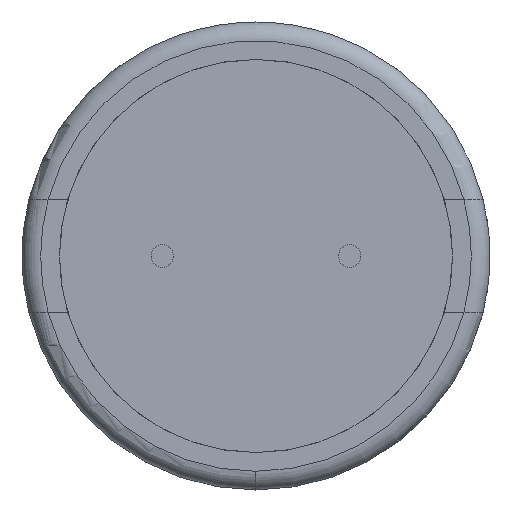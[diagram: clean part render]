
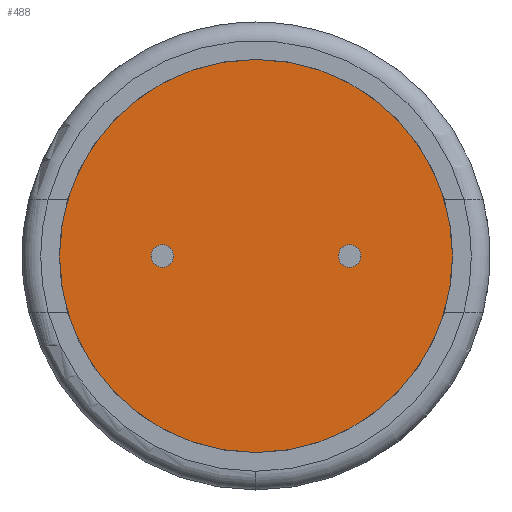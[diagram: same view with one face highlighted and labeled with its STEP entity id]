
A CAD part, front view. The second image highlights one B-rep face of the part: STEP entity #488.
In plain terms, the highlighted planar face has unit normal (0, -1, 0).
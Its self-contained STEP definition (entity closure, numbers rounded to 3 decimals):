
#39 = CIRCLE ( 'NONE', #1025, 0.3 ) ;
#86 = DIRECTION ( 'NONE',  ( 0., -1., 0. ) ) ;
#101 = CARTESIAN_POINT ( 'NONE',  ( -2.5, 0.5, 0. ) ) ;
#119 = EDGE_LOOP ( 'NONE', ( #1506, #1206 ) ) ;
#143 = CARTESIAN_POINT ( 'NONE',  ( 2.5, 0.5, 0.3 ) ) ;
#144 = DIRECTION ( 'NONE',  ( 0., -1., 0. ) ) ;
#211 = DIRECTION ( 'NONE',  ( 0., 0., -1. ) ) ;
#282 = VERTEX_POINT ( 'NONE', #646 ) ;
#352 = EDGE_CURVE ( 'NONE', #1907, #915, #39, .T. ) ;
#361 = DIRECTION ( 'NONE',  ( 0., -1., 0. ) ) ;
#397 = DIRECTION ( 'NONE',  ( 0., 0., -1. ) ) ;
#430 = EDGE_CURVE ( 'NONE', #804, #282, #1969, .T. ) ;
#448 = CIRCLE ( 'NONE', #450, 0.3 ) ;
#450 = AXIS2_PLACEMENT_3D ( 'NONE', #1902, #1126, #663 ) ;
#488 = ADVANCED_FACE ( 'NONE', ( #1160, #1440, #1019 ), #1957, .T. ) ;
#514 = CARTESIAN_POINT ( 'NONE',  ( 0., 0.5, -5.25 ) ) ;
#530 = VERTEX_POINT ( 'NONE', #1145 ) ;
#535 = CARTESIAN_POINT ( 'NONE',  ( 2.5, 0.5, -0.3 ) ) ;
#561 = CARTESIAN_POINT ( 'NONE',  ( 0., 0.5, 0. ) ) ;
#589 = CARTESIAN_POINT ( 'NONE',  ( -2.5, 0.5, 0. ) ) ;
#591 = DIRECTION ( 'NONE',  ( 0., 0., -1. ) ) ;
#646 = CARTESIAN_POINT ( 'NONE',  ( -2.5, 0.5, 0.3 ) ) ;
#663 = DIRECTION ( 'NONE',  ( 0., 0., -1. ) ) ;
#676 = AXIS2_PLACEMENT_3D ( 'NONE', #589, #1215, #1207 ) ;
#804 = VERTEX_POINT ( 'NONE', #1144 ) ;
#816 = ORIENTED_EDGE ( 'NONE', *, *, #979, .T. ) ;
#879 = CARTESIAN_POINT ( 'NONE',  ( 0., 0.5, 0. ) ) ;
#910 = CARTESIAN_POINT ( 'NONE',  ( 0., 0.5, 0. ) ) ;
#915 = VERTEX_POINT ( 'NONE', #535 ) ;
#935 = AXIS2_PLACEMENT_3D ( 'NONE', #879, #1668, #1514 ) ;
#968 = CIRCLE ( 'NONE', #1613, 5.25 ) ;
#973 = ORIENTED_EDGE ( 'NONE', *, *, #1230, .F. ) ;
#979 = EDGE_CURVE ( 'NONE', #1256, #530, #1065, .T. ) ;
#1004 = CARTESIAN_POINT ( 'NONE',  ( 2.5, 0.5, 0. ) ) ;
#1019 = FACE_OUTER_BOUND ( 'NONE', #1287, .T. ) ;
#1025 = AXIS2_PLACEMENT_3D ( 'NONE', #1004, #86, #211 ) ;
#1065 = CIRCLE ( 'NONE', #935, 5.25 ) ;
#1126 = DIRECTION ( 'NONE',  ( 0., -1., 0. ) ) ;
#1144 = CARTESIAN_POINT ( 'NONE',  ( -2.5, 0.5, -0.3 ) ) ;
#1145 = CARTESIAN_POINT ( 'NONE',  ( 0., 0.5, 5.25 ) ) ;
#1160 = FACE_BOUND ( 'NONE', #119, .T. ) ;
#1206 = ORIENTED_EDGE ( 'NONE', *, *, #1282, .F. ) ;
#1207 = DIRECTION ( 'NONE',  ( 0., 0., -1. ) ) ;
#1215 = DIRECTION ( 'NONE',  ( 0., -1., 0. ) ) ;
#1230 = EDGE_CURVE ( 'NONE', #282, #804, #1717, .T. ) ;
#1256 = VERTEX_POINT ( 'NONE', #514 ) ;
#1282 = EDGE_CURVE ( 'NONE', #915, #1907, #448, .T. ) ;
#1287 = EDGE_LOOP ( 'NONE', ( #816, #1585 ) ) ;
#1334 = DIRECTION ( 'NONE',  ( 0., -1., 0. ) ) ;
#1396 = ORIENTED_EDGE ( 'NONE', *, *, #430, .F. ) ;
#1438 = AXIS2_PLACEMENT_3D ( 'NONE', #561, #361, #397 ) ;
#1440 = FACE_BOUND ( 'NONE', #1474, .T. ) ;
#1474 = EDGE_LOOP ( 'NONE', ( #973, #1396 ) ) ;
#1506 = ORIENTED_EDGE ( 'NONE', *, *, #352, .F. ) ;
#1514 = DIRECTION ( 'NONE',  ( 0., 0., -1. ) ) ;
#1554 = DIRECTION ( 'NONE',  ( 0., 0., -1. ) ) ;
#1585 = ORIENTED_EDGE ( 'NONE', *, *, #1591, .T. ) ;
#1591 = EDGE_CURVE ( 'NONE', #530, #1256, #968, .T. ) ;
#1613 = AXIS2_PLACEMENT_3D ( 'NONE', #910, #144, #1554 ) ;
#1668 = DIRECTION ( 'NONE',  ( 0., -1., 0. ) ) ;
#1717 = CIRCLE ( 'NONE', #676, 0.3 ) ;
#1902 = CARTESIAN_POINT ( 'NONE',  ( 2.5, 0.5, 0. ) ) ;
#1907 = VERTEX_POINT ( 'NONE', #143 ) ;
#1930 = AXIS2_PLACEMENT_3D ( 'NONE', #101, #1334, #591 ) ;
#1957 = PLANE ( 'NONE',  #1438 ) ;
#1969 = CIRCLE ( 'NONE', #1930, 0.3 ) ;
